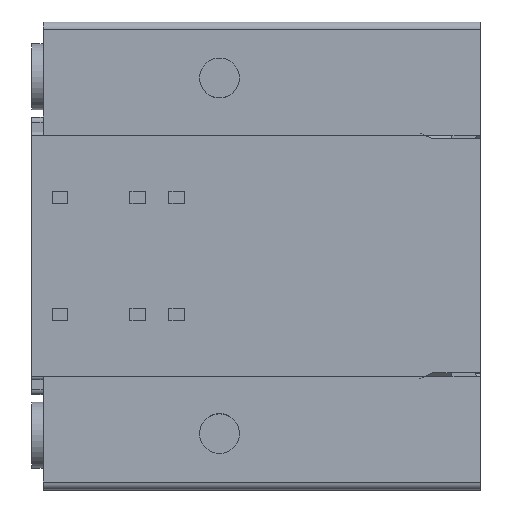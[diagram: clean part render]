
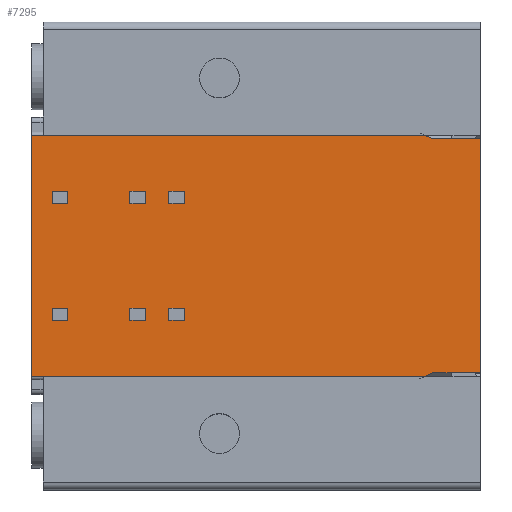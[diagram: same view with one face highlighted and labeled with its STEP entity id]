
A CAD part, top view. The second image highlights one B-rep face of the part: STEP entity #7295.
In plain terms, the highlighted planar face has unit normal (0, 0, 1).
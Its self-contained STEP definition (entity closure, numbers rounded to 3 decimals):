
#438=DIRECTION('',(0.,1.,0.));
#439=VECTOR('',#438,15.24);
#440=CARTESIAN_POINT('',(14.625,1.4,7.145));
#441=LINE('',#440,#439);
#2277=DIRECTION('',(-0.907,0.421,0.));
#2278=VECTOR('',#2277,0.598);
#2279=CARTESIAN_POINT('',(11.525,16.64,7.145));
#2280=LINE('',#2279,#2278);
#2281=DIRECTION('',(-1.,0.,0.));
#2282=VECTOR('',#2281,3.1);
#2283=CARTESIAN_POINT('',(14.625,16.64,7.145));
#2284=LINE('',#2283,#2282);
#2285=DIRECTION('',(-1.,0.,0.));
#2286=VECTOR('',#2285,3.1);
#2287=CARTESIAN_POINT('',(14.625,1.4,7.145));
#2288=LINE('',#2287,#2286);
#2289=DIRECTION('',(-0.907,-0.421,0.));
#2290=VECTOR('',#2289,0.598);
#2291=CARTESIAN_POINT('',(11.525,1.4,7.145));
#2292=LINE('',#2291,#2290);
#2293=DIRECTION('',(1.,0.,0.));
#2294=VECTOR('',#2293,25.608);
#2295=CARTESIAN_POINT('',(-14.625,1.149,7.145));
#2296=LINE('',#2295,#2294);
#2297=DIRECTION('',(0.,1.,0.));
#2298=VECTOR('',#2297,15.743);
#2299=CARTESIAN_POINT('',(-14.625,1.149,7.145));
#2300=LINE('',#2299,#2298);
#2301=DIRECTION('',(1.,0.,0.));
#2302=VECTOR('',#2301,25.608);
#2303=CARTESIAN_POINT('',(-14.625,16.891,7.145));
#2304=LINE('',#2303,#2302);
#2305=DIRECTION('',(0.,-1.,0.));
#2306=VECTOR('',#2305,0.8);
#2307=CARTESIAN_POINT('',(-5.675,13.23,7.145));
#2308=LINE('',#2307,#2306);
#2309=DIRECTION('',(1.,0.,0.));
#2310=VECTOR('',#2309,1.);
#2311=CARTESIAN_POINT('',(-5.675,12.43,7.145));
#2312=LINE('',#2311,#2310);
#2313=DIRECTION('',(0.,1.,0.));
#2314=VECTOR('',#2313,0.8);
#2315=CARTESIAN_POINT('',(-4.675,12.43,7.145));
#2316=LINE('',#2315,#2314);
#2317=DIRECTION('',(-1.,0.,0.));
#2318=VECTOR('',#2317,1.);
#2319=CARTESIAN_POINT('',(-4.675,13.23,7.145));
#2320=LINE('',#2319,#2318);
#2321=DIRECTION('',(0.,-1.,0.));
#2322=VECTOR('',#2321,0.8);
#2323=CARTESIAN_POINT('',(-8.215,13.23,7.145));
#2324=LINE('',#2323,#2322);
#2325=DIRECTION('',(1.,0.,0.));
#2326=VECTOR('',#2325,1.);
#2327=CARTESIAN_POINT('',(-8.215,12.43,7.145));
#2328=LINE('',#2327,#2326);
#2329=DIRECTION('',(0.,1.,0.));
#2330=VECTOR('',#2329,0.8);
#2331=CARTESIAN_POINT('',(-7.215,12.43,7.145));
#2332=LINE('',#2331,#2330);
#2333=DIRECTION('',(-1.,0.,0.));
#2334=VECTOR('',#2333,1.);
#2335=CARTESIAN_POINT('',(-7.215,13.23,7.145));
#2336=LINE('',#2335,#2334);
#2337=DIRECTION('',(0.,-1.,0.));
#2338=VECTOR('',#2337,0.8);
#2339=CARTESIAN_POINT('',(-13.295,13.23,7.145));
#2340=LINE('',#2339,#2338);
#2341=DIRECTION('',(1.,0.,0.));
#2342=VECTOR('',#2341,1.);
#2343=CARTESIAN_POINT('',(-13.295,12.43,7.145));
#2344=LINE('',#2343,#2342);
#2345=DIRECTION('',(0.,1.,0.));
#2346=VECTOR('',#2345,0.8);
#2347=CARTESIAN_POINT('',(-12.295,12.43,7.145));
#2348=LINE('',#2347,#2346);
#2349=DIRECTION('',(-1.,0.,0.));
#2350=VECTOR('',#2349,1.);
#2351=CARTESIAN_POINT('',(-12.295,13.23,7.145));
#2352=LINE('',#2351,#2350);
#2353=DIRECTION('',(0.,-1.,0.));
#2354=VECTOR('',#2353,0.8);
#2355=CARTESIAN_POINT('',(-5.675,5.61,7.145));
#2356=LINE('',#2355,#2354);
#2357=DIRECTION('',(1.,0.,0.));
#2358=VECTOR('',#2357,1.);
#2359=CARTESIAN_POINT('',(-5.675,4.81,7.145));
#2360=LINE('',#2359,#2358);
#2361=DIRECTION('',(0.,1.,0.));
#2362=VECTOR('',#2361,0.8);
#2363=CARTESIAN_POINT('',(-4.675,4.81,7.145));
#2364=LINE('',#2363,#2362);
#2365=DIRECTION('',(-1.,0.,0.));
#2366=VECTOR('',#2365,1.);
#2367=CARTESIAN_POINT('',(-4.675,5.61,7.145));
#2368=LINE('',#2367,#2366);
#2369=DIRECTION('',(0.,-1.,0.));
#2370=VECTOR('',#2369,0.8);
#2371=CARTESIAN_POINT('',(-8.215,5.61,7.145));
#2372=LINE('',#2371,#2370);
#2373=DIRECTION('',(1.,0.,0.));
#2374=VECTOR('',#2373,1.);
#2375=CARTESIAN_POINT('',(-8.215,4.81,7.145));
#2376=LINE('',#2375,#2374);
#2377=DIRECTION('',(0.,1.,0.));
#2378=VECTOR('',#2377,0.8);
#2379=CARTESIAN_POINT('',(-7.215,4.81,7.145));
#2380=LINE('',#2379,#2378);
#2381=DIRECTION('',(-1.,0.,0.));
#2382=VECTOR('',#2381,1.);
#2383=CARTESIAN_POINT('',(-7.215,5.61,7.145));
#2384=LINE('',#2383,#2382);
#2385=DIRECTION('',(0.,-1.,0.));
#2386=VECTOR('',#2385,0.8);
#2387=CARTESIAN_POINT('',(-13.295,5.61,7.145));
#2388=LINE('',#2387,#2386);
#2389=DIRECTION('',(1.,0.,0.));
#2390=VECTOR('',#2389,1.);
#2391=CARTESIAN_POINT('',(-13.295,4.81,7.145));
#2392=LINE('',#2391,#2390);
#2393=DIRECTION('',(0.,1.,0.));
#2394=VECTOR('',#2393,0.8);
#2395=CARTESIAN_POINT('',(-12.295,4.81,7.145));
#2396=LINE('',#2395,#2394);
#2397=DIRECTION('',(-1.,0.,0.));
#2398=VECTOR('',#2397,1.);
#2399=CARTESIAN_POINT('',(-12.295,5.61,7.145));
#2400=LINE('',#2399,#2398);
#3407=CARTESIAN_POINT('',(14.625,1.4,7.145));
#3408=CARTESIAN_POINT('',(11.525,1.4,7.145));
#3409=VERTEX_POINT('',#3407);
#3410=VERTEX_POINT('',#3408);
#3465=CARTESIAN_POINT('',(10.983,1.149,7.145));
#3466=VERTEX_POINT('',#3465);
#3467=CARTESIAN_POINT('',(-14.625,1.149,7.145));
#3468=VERTEX_POINT('',#3467);
#3490=CARTESIAN_POINT('',(-14.625,16.891,7.145));
#3491=VERTEX_POINT('',#3490);
#3650=CARTESIAN_POINT('',(11.525,16.64,7.145));
#3651=CARTESIAN_POINT('',(10.983,16.891,7.145));
#3652=VERTEX_POINT('',#3650);
#3653=VERTEX_POINT('',#3651);
#3654=CARTESIAN_POINT('',(14.625,16.64,7.145));
#3655=VERTEX_POINT('',#3654);
#4186=CARTESIAN_POINT('',(-5.675,13.23,7.145));
#4187=CARTESIAN_POINT('',(-5.675,12.43,7.145));
#4188=VERTEX_POINT('',#4186);
#4189=VERTEX_POINT('',#4187);
#4190=CARTESIAN_POINT('',(-4.675,12.43,7.145));
#4191=VERTEX_POINT('',#4190);
#4192=CARTESIAN_POINT('',(-4.675,13.23,7.145));
#4193=VERTEX_POINT('',#4192);
#4194=CARTESIAN_POINT('',(-8.215,13.23,7.145));
#4195=CARTESIAN_POINT('',(-8.215,12.43,7.145));
#4196=VERTEX_POINT('',#4194);
#4197=VERTEX_POINT('',#4195);
#4198=CARTESIAN_POINT('',(-7.215,12.43,7.145));
#4199=VERTEX_POINT('',#4198);
#4200=CARTESIAN_POINT('',(-7.215,13.23,7.145));
#4201=VERTEX_POINT('',#4200);
#4202=CARTESIAN_POINT('',(-13.295,13.23,7.145));
#4203=CARTESIAN_POINT('',(-13.295,12.43,7.145));
#4204=VERTEX_POINT('',#4202);
#4205=VERTEX_POINT('',#4203);
#4206=CARTESIAN_POINT('',(-12.295,12.43,7.145));
#4207=VERTEX_POINT('',#4206);
#4208=CARTESIAN_POINT('',(-12.295,13.23,7.145));
#4209=VERTEX_POINT('',#4208);
#4234=CARTESIAN_POINT('',(-5.675,5.61,7.145));
#4235=CARTESIAN_POINT('',(-5.675,4.81,7.145));
#4236=VERTEX_POINT('',#4234);
#4237=VERTEX_POINT('',#4235);
#4238=CARTESIAN_POINT('',(-4.675,4.81,7.145));
#4239=VERTEX_POINT('',#4238);
#4240=CARTESIAN_POINT('',(-4.675,5.61,7.145));
#4241=VERTEX_POINT('',#4240);
#4242=CARTESIAN_POINT('',(-8.215,5.61,7.145));
#4243=CARTESIAN_POINT('',(-8.215,4.81,7.145));
#4244=VERTEX_POINT('',#4242);
#4245=VERTEX_POINT('',#4243);
#4246=CARTESIAN_POINT('',(-7.215,4.81,7.145));
#4247=VERTEX_POINT('',#4246);
#4248=CARTESIAN_POINT('',(-7.215,5.61,7.145));
#4249=VERTEX_POINT('',#4248);
#4250=CARTESIAN_POINT('',(-13.295,5.61,7.145));
#4251=CARTESIAN_POINT('',(-13.295,4.81,7.145));
#4252=VERTEX_POINT('',#4250);
#4253=VERTEX_POINT('',#4251);
#4254=CARTESIAN_POINT('',(-12.295,4.81,7.145));
#4255=VERTEX_POINT('',#4254);
#4256=CARTESIAN_POINT('',(-12.295,5.61,7.145));
#4257=VERTEX_POINT('',#4256);
#7219=CARTESIAN_POINT('',(-14.625,0.,7.145));
#7220=DIRECTION('',(0.,0.,1.));
#7221=DIRECTION('',(1.,0.,0.));
#7222=AXIS2_PLACEMENT_3D('',#7219,#7220,#7221);
#7223=PLANE('',#7222);
#7224=ORIENTED_EDGE('',*,*,#5924,.F.);
#7225=ORIENTED_EDGE('',*,*,#7212,.F.);
#7226=ORIENTED_EDGE('',*,*,#4733,.F.);
#7227=ORIENTED_EDGE('',*,*,#5010,.T.);
#7228=ORIENTED_EDGE('',*,*,#5044,.T.);
#7230=ORIENTED_EDGE('',*,*,#7229,.F.);
#7231=ORIENTED_EDGE('',*,*,#5266,.T.);
#7232=ORIENTED_EDGE('',*,*,#5463,.T.);
#7233=EDGE_LOOP('',(#7224,#7225,#7226,#7227,#7228,#7230,#7231,#7232));
#7234=FACE_OUTER_BOUND('',#7233,.F.);
#7236=ORIENTED_EDGE('',*,*,#7235,.T.);
#7238=ORIENTED_EDGE('',*,*,#7237,.T.);
#7240=ORIENTED_EDGE('',*,*,#7239,.T.);
#7242=ORIENTED_EDGE('',*,*,#7241,.T.);
#7243=EDGE_LOOP('',(#7236,#7238,#7240,#7242));
#7244=FACE_BOUND('',#7243,.F.);
#7246=ORIENTED_EDGE('',*,*,#7245,.T.);
#7248=ORIENTED_EDGE('',*,*,#7247,.T.);
#7250=ORIENTED_EDGE('',*,*,#7249,.T.);
#7252=ORIENTED_EDGE('',*,*,#7251,.T.);
#7253=EDGE_LOOP('',(#7246,#7248,#7250,#7252));
#7254=FACE_BOUND('',#7253,.F.);
#7256=ORIENTED_EDGE('',*,*,#7255,.T.);
#7258=ORIENTED_EDGE('',*,*,#7257,.T.);
#7260=ORIENTED_EDGE('',*,*,#7259,.T.);
#7262=ORIENTED_EDGE('',*,*,#7261,.T.);
#7263=EDGE_LOOP('',(#7256,#7258,#7260,#7262));
#7264=FACE_BOUND('',#7263,.F.);
#7266=ORIENTED_EDGE('',*,*,#7265,.T.);
#7268=ORIENTED_EDGE('',*,*,#7267,.T.);
#7270=ORIENTED_EDGE('',*,*,#7269,.T.);
#7272=ORIENTED_EDGE('',*,*,#7271,.T.);
#7273=EDGE_LOOP('',(#7266,#7268,#7270,#7272));
#7274=FACE_BOUND('',#7273,.F.);
#7276=ORIENTED_EDGE('',*,*,#7275,.T.);
#7278=ORIENTED_EDGE('',*,*,#7277,.T.);
#7280=ORIENTED_EDGE('',*,*,#7279,.T.);
#7282=ORIENTED_EDGE('',*,*,#7281,.T.);
#7283=EDGE_LOOP('',(#7276,#7278,#7280,#7282));
#7284=FACE_BOUND('',#7283,.F.);
#7286=ORIENTED_EDGE('',*,*,#7285,.T.);
#7288=ORIENTED_EDGE('',*,*,#7287,.T.);
#7290=ORIENTED_EDGE('',*,*,#7289,.T.);
#7292=ORIENTED_EDGE('',*,*,#7291,.T.);
#7293=EDGE_LOOP('',(#7286,#7288,#7290,#7292));
#7294=FACE_BOUND('',#7293,.F.);
#7295=ADVANCED_FACE('',(#7234,#7244,#7254,#7264,#7274,#7284,#7294),#7223,.T.);
#4733=EDGE_CURVE('',#3409,#3655,#441,.T.);
#5010=EDGE_CURVE('',#3409,#3410,#2288,.T.);
#5044=EDGE_CURVE('',#3410,#3466,#2292,.T.);
#5266=EDGE_CURVE('',#3468,#3491,#2300,.T.);
#5463=EDGE_CURVE('',#3491,#3653,#2304,.T.);
#5924=EDGE_CURVE('',#3652,#3653,#2280,.T.);
#7212=EDGE_CURVE('',#3655,#3652,#2284,.T.);
#7229=EDGE_CURVE('',#3468,#3466,#2296,.T.);
#7235=EDGE_CURVE('',#4188,#4189,#2308,.T.);
#7237=EDGE_CURVE('',#4189,#4191,#2312,.T.);
#7239=EDGE_CURVE('',#4191,#4193,#2316,.T.);
#7241=EDGE_CURVE('',#4193,#4188,#2320,.T.);
#7245=EDGE_CURVE('',#4196,#4197,#2324,.T.);
#7247=EDGE_CURVE('',#4197,#4199,#2328,.T.);
#7249=EDGE_CURVE('',#4199,#4201,#2332,.T.);
#7251=EDGE_CURVE('',#4201,#4196,#2336,.T.);
#7255=EDGE_CURVE('',#4204,#4205,#2340,.T.);
#7257=EDGE_CURVE('',#4205,#4207,#2344,.T.);
#7259=EDGE_CURVE('',#4207,#4209,#2348,.T.);
#7261=EDGE_CURVE('',#4209,#4204,#2352,.T.);
#7265=EDGE_CURVE('',#4236,#4237,#2356,.T.);
#7267=EDGE_CURVE('',#4237,#4239,#2360,.T.);
#7269=EDGE_CURVE('',#4239,#4241,#2364,.T.);
#7271=EDGE_CURVE('',#4241,#4236,#2368,.T.);
#7275=EDGE_CURVE('',#4244,#4245,#2372,.T.);
#7277=EDGE_CURVE('',#4245,#4247,#2376,.T.);
#7279=EDGE_CURVE('',#4247,#4249,#2380,.T.);
#7281=EDGE_CURVE('',#4249,#4244,#2384,.T.);
#7285=EDGE_CURVE('',#4252,#4253,#2388,.T.);
#7287=EDGE_CURVE('',#4253,#4255,#2392,.T.);
#7289=EDGE_CURVE('',#4255,#4257,#2396,.T.);
#7291=EDGE_CURVE('',#4257,#4252,#2400,.T.);
